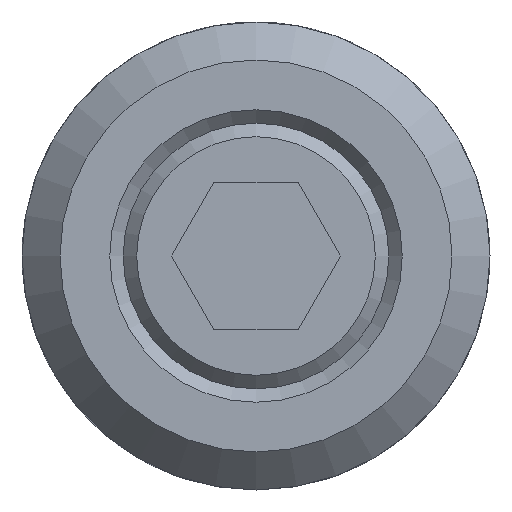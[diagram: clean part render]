
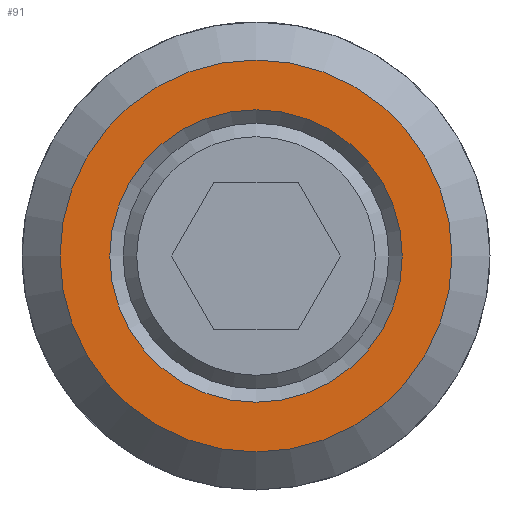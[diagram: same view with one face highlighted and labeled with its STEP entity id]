
A CAD part, left-side view. The second image highlights one B-rep face of the part: STEP entity #91.
In plain terms, the highlighted planar face has unit normal (-1, 0, 0).
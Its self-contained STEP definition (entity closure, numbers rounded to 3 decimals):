
#91 = ADVANCED_FACE( '', ( #199, #200 ), #201, .T. );
#199 = FACE_BOUND( '', #320, .T. );
#200 = FACE_OUTER_BOUND( '', #321, .T. );
#201 = PLANE( '', #322 );
#320 = EDGE_LOOP( '', ( #497 ) );
#321 = EDGE_LOOP( '', ( #498 ) );
#322 = AXIS2_PLACEMENT_3D( '', #499, #500, #501 );
#497 = ORIENTED_EDGE( '', *, *, #681, .T. );
#498 = ORIENTED_EDGE( '', *, *, #631, .F. );
#499 = CARTESIAN_POINT( '', ( 0., 6.7, 0. ) );
#500 = DIRECTION( '', ( -1., 0., 0. ) );
#501 = DIRECTION( '', ( 0., 0., 1. ) );
#631 = EDGE_CURVE( '', #726, #726, #727, .T. );
#681 = EDGE_CURVE( '', #808, #808, #809, .T. );
#726 = VERTEX_POINT( '', #865 );
#727 = CIRCLE( '', #866, 6.7 );
#808 = VERTEX_POINT( '', #976 );
#809 = CIRCLE( '', #977, 5. );
#865 = CARTESIAN_POINT( '', ( 0., 0., -6.7 ) );
#866 = AXIS2_PLACEMENT_3D( '', #1049, #1050, #1051 );
#976 = CARTESIAN_POINT( '', ( 0., 0., -5. ) );
#977 = AXIS2_PLACEMENT_3D( '', #1108, #1109, #1110 );
#1049 = CARTESIAN_POINT( '', ( 0., 0., 0. ) );
#1050 = DIRECTION( '', ( 1., 0., 0. ) );
#1051 = DIRECTION( '', ( 0., 0., -1. ) );
#1108 = CARTESIAN_POINT( '', ( 0., 0., 0. ) );
#1109 = DIRECTION( '', ( 1., 0., 0. ) );
#1110 = DIRECTION( '', ( 0., 0., -1. ) );
